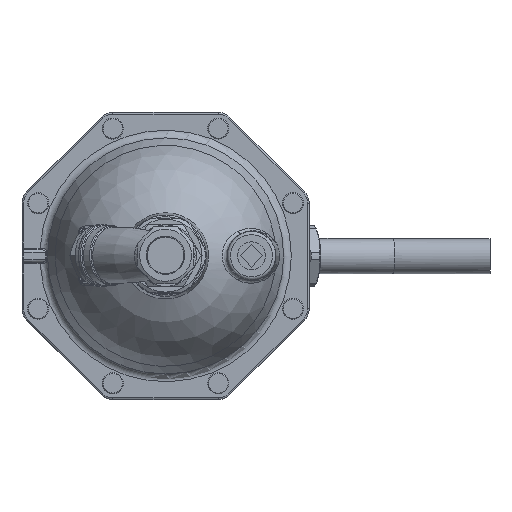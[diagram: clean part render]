
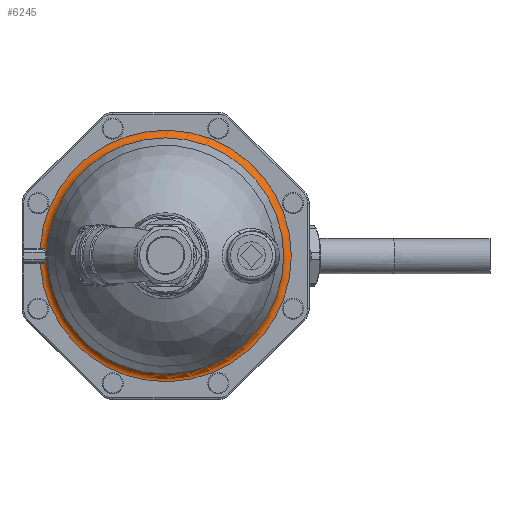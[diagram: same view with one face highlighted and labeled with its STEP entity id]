
A CAD part, top view. The second image highlights one B-rep face of the part: STEP entity #6245.
In plain terms, the highlighted toroidal (fillet/blend) face has major radius 77.501 mm and minor radius 5 mm.
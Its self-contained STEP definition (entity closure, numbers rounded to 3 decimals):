
#405=TOROIDAL_SURFACE('',#6887,77.501,5.);
#492=B_SPLINE_CURVE_WITH_KNOTS('',3,(#12053,#12054,#12055,#12056,#12057,
#12058,#12059,#12060),.UNSPECIFIED.,.F.,.F.,(4,1,1,1,1,4),(0.,0.081,
0.161,0.322,0.484,0.564),
 .UNSPECIFIED.);
#494=B_SPLINE_CURVE_WITH_KNOTS('',3,(#12117,#12118,#12119,#12120,#12121,
#12122,#12123,#12124),.UNSPECIFIED.,.F.,.F.,(4,1,1,1,1,4),(0.,0.101,
0.161,0.322,0.484,0.564),
 .UNSPECIFIED.);
#1445=FACE_BOUND('',#2270,.T.);
#1765=FACE_OUTER_BOUND('',#2269,.T.);
#2269=EDGE_LOOP('',(#5273));
#2270=EDGE_LOOP('',(#5274,#5275,#5276,#5277));
#2672=CIRCLE('',#6869,77.501);
#2679=CIRCLE('',#6883,73.171);
#2682=CIRCLE('',#6888,72.803);
#3159=VERTEX_POINT('',#11971);
#3160=VERTEX_POINT('',#11973);
#3169=VERTEX_POINT('',#12051);
#3171=VERTEX_POINT('',#12063);
#3173=VERTEX_POINT('',#12128);
#3889=EDGE_CURVE('',#3160,#3159,#2672,.T.);
#3906=EDGE_CURVE('',#3169,#3159,#492,.T.);
#3908=EDGE_CURVE('',#3171,#3169,#2679,.T.);
#3912=EDGE_CURVE('',#3160,#3171,#494,.T.);
#3914=EDGE_CURVE('',#3173,#3173,#2682,.T.);
#5273=ORIENTED_EDGE('',*,*,#3914,.T.);
#5274=ORIENTED_EDGE('',*,*,#3912,.F.);
#5275=ORIENTED_EDGE('',*,*,#3889,.T.);
#5276=ORIENTED_EDGE('',*,*,#3906,.F.);
#5277=ORIENTED_EDGE('',*,*,#3908,.F.);
#6245=ADVANCED_FACE('',(#1765,#1445),#405,.F.);
#6869=AXIS2_PLACEMENT_3D('',#11974,#8251,#8252);
#6883=AXIS2_PLACEMENT_3D('',#12065,#8289,#8290);
#6887=AXIS2_PLACEMENT_3D('',#12127,#8298,#8299);
#6888=AXIS2_PLACEMENT_3D('',#12129,#8300,#8301);
#8251=DIRECTION('center_axis',(0.,0.,1.));
#8252=DIRECTION('ref_axis',(1.,0.,0.));
#8289=DIRECTION('center_axis',(0.,0.,-1.));
#8290=DIRECTION('ref_axis',(-1.,0.,0.));
#8298=DIRECTION('center_axis',(0.,0.,-1.));
#8299=DIRECTION('ref_axis',(-1.,0.,0.));
#8300=DIRECTION('center_axis',(0.,0.,-1.));
#8301=DIRECTION('ref_axis',(1.,0.,0.));
#11971=CARTESIAN_POINT('',(-77.35,4.828,15.));
#11973=CARTESIAN_POINT('',(-77.35,-4.828,15.));
#11974=CARTESIAN_POINT('Origin',(0.,0.,15.));
#12051=CARTESIAN_POINT('',(-73.144,1.977,17.5));
#12053=CARTESIAN_POINT('Ctrl Pts',(-73.144,1.977,17.5));
#12054=CARTESIAN_POINT('Ctrl Pts',(-73.137,2.242,17.5));
#12055=CARTESIAN_POINT('Ctrl Pts',(-73.174,2.77,17.409));
#12056=CARTESIAN_POINT('Ctrl Pts',(-73.458,3.753,16.885));
#12057=CARTESIAN_POINT('Ctrl Pts',(-74.429,4.559,15.787));
#12058=CARTESIAN_POINT('Ctrl Pts',(-76.015,4.777,15.096));
#12059=CARTESIAN_POINT('Ctrl Pts',(-77.015,4.824,15.));
#12060=CARTESIAN_POINT('Ctrl Pts',(-77.35,4.828,15.));
#12063=CARTESIAN_POINT('',(-73.144,-1.977,17.5));
#12065=CARTESIAN_POINT('Origin',(0.,0.,17.5));
#12117=CARTESIAN_POINT('Ctrl Pts',(-77.35,-4.828,
15.));
#12118=CARTESIAN_POINT('Ctrl Pts',(-76.931,-4.823,15.));
#12119=CARTESIAN_POINT('Ctrl Pts',(-76.259,-4.792,
15.091));
#12120=CARTESIAN_POINT('Ctrl Pts',(-74.994,-4.631,
15.511));
#12121=CARTESIAN_POINT('Ctrl Pts',(-73.713,-4.187,
16.459));
#12122=CARTESIAN_POINT('Ctrl Pts',(-73.181,-3.043,
17.378));
#12123=CARTESIAN_POINT('Ctrl Pts',(-73.137,-2.242,
17.5));
#12124=CARTESIAN_POINT('Ctrl Pts',(-73.144,-1.977,
17.5));
#12127=CARTESIAN_POINT('Origin',(0.,0.,20.));
#12128=CARTESIAN_POINT('',(-72.803,0.,18.29));
#12129=CARTESIAN_POINT('Origin',(0.,0.,18.29));
